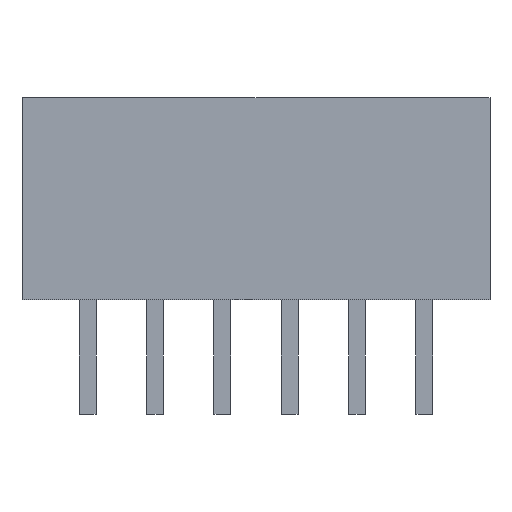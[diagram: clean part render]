
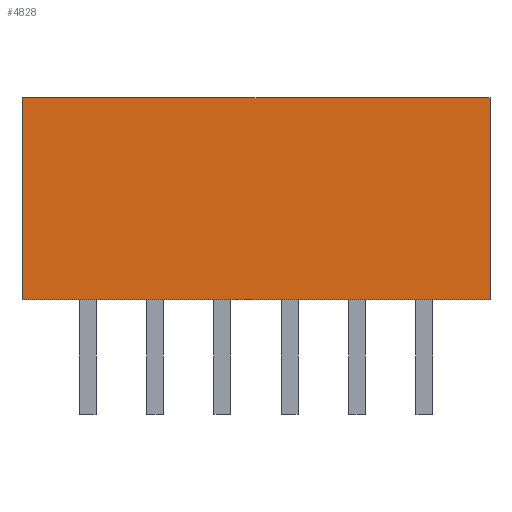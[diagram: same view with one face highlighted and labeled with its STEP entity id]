
A CAD part, front view. The second image highlights one B-rep face of the part: STEP entity #4828.
In plain terms, the highlighted planar face has unit normal (0, -1, 0).
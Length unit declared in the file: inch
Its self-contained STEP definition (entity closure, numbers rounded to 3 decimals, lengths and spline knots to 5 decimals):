
#1523 = PLANE('',#1524);
#1524 = AXIS2_PLACEMENT_3D('',#1525,#1526,#1527);
#1525 = CARTESIAN_POINT('',(0.27362,-0.11024,
    0.23622));
#1526 = DIRECTION('',(0.,0.,-1.));
#1527 = DIRECTION('',(0.,1.,0.));
#2644 = PLANE('',#2645);
#2645 = AXIS2_PLACEMENT_3D('',#2646,#2647,#2648);
#2646 = CARTESIAN_POINT('',(0.27362,-0.11024,
    0.23622));
#2647 = DIRECTION('',(-1.,0.,0.));
#2648 = DIRECTION('',(0.,-1.,0.));
#2672 = PLANE('',#2673);
#2673 = AXIS2_PLACEMENT_3D('',#2674,#2675,#2676);
#2674 = CARTESIAN_POINT('',(0.27362,-0.11024,
    0.));
#2675 = DIRECTION('',(0.,0.,1.));
#2676 = DIRECTION('',(0.,-1.,0.));
#2700 = PLANE('',#2701);
#2701 = AXIS2_PLACEMENT_3D('',#2702,#2703,#2704);
#2702 = CARTESIAN_POINT('',(-0.27362,-0.11024,
    0.23622));
#2703 = DIRECTION('',(-1.,0.,0.));
#2704 = DIRECTION('',(0.,-1.,0.));
#3504 = VERTEX_POINT('',#3505);
#3505 = CARTESIAN_POINT('',(-0.27362,-0.11024,
    0.23622));
#3526 = EDGE_CURVE('',#3527,#3504,#3529,.T.);
#3527 = VERTEX_POINT('',#3528);
#3528 = CARTESIAN_POINT('',(0.27362,-0.11024,
    0.23622));
#3529 = SURFACE_CURVE('',#3530,(#3534,#3541),.PCURVE_S1.);
#3530 = LINE('',#3531,#3532);
#3531 = CARTESIAN_POINT('',(0.27362,-0.11024,
    0.23622));
#3532 = VECTOR('',#3533,0.03937);
#3533 = DIRECTION('',(-1.,0.,0.));
#3534 = PCURVE('',#1523,#3535);
#3535 = DEFINITIONAL_REPRESENTATION('',(#3536),#3540);
#3536 = LINE('',#3537,#3538);
#3537 = CARTESIAN_POINT('',(0.,0.));
#3538 = VECTOR('',#3539,1.);
#3539 = DIRECTION('',(0.,-1.));
#3540 = ( GEOMETRIC_REPRESENTATION_CONTEXT(2) 
PARAMETRIC_REPRESENTATION_CONTEXT() REPRESENTATION_CONTEXT('2D SPACE',''
  ) );
#3541 = PCURVE('',#3542,#3547);
#3542 = PLANE('',#3543);
#3543 = AXIS2_PLACEMENT_3D('',#3544,#3545,#3546);
#3544 = CARTESIAN_POINT('',(0.27362,-0.11024,
    0.));
#3545 = DIRECTION('',(0.,1.,0.));
#3546 = DIRECTION('',(-1.,0.,0.));
#3547 = DEFINITIONAL_REPRESENTATION('',(#3548),#3552);
#3548 = LINE('',#3549,#3550);
#3549 = CARTESIAN_POINT('',(0.,0.236));
#3550 = VECTOR('',#3551,1.);
#3551 = DIRECTION('',(1.,0.));
#3552 = ( GEOMETRIC_REPRESENTATION_CONTEXT(2) 
PARAMETRIC_REPRESENTATION_CONTEXT() REPRESENTATION_CONTEXT('2D SPACE',''
  ) );
#4450 = VERTEX_POINT('',#4451);
#4451 = CARTESIAN_POINT('',(-0.27362,-0.11024,
    0.));
#4474 = VERTEX_POINT('',#4475);
#4475 = CARTESIAN_POINT('',(0.27362,-0.11024,
    0.));
#4496 = EDGE_CURVE('',#4474,#4450,#4497,.T.);
#4497 = SURFACE_CURVE('',#4498,(#4502,#4509),.PCURVE_S1.);
#4498 = LINE('',#4499,#4500);
#4499 = CARTESIAN_POINT('',(0.27362,-0.11024,
    0.));
#4500 = VECTOR('',#4501,0.03937);
#4501 = DIRECTION('',(-1.,0.,0.));
#4502 = PCURVE('',#2672,#4503);
#4503 = DEFINITIONAL_REPRESENTATION('',(#4504),#4508);
#4504 = LINE('',#4505,#4506);
#4505 = CARTESIAN_POINT('',(0.,0.));
#4506 = VECTOR('',#4507,1.);
#4507 = DIRECTION('',(0.,-1.));
#4508 = ( GEOMETRIC_REPRESENTATION_CONTEXT(2) 
PARAMETRIC_REPRESENTATION_CONTEXT() REPRESENTATION_CONTEXT('2D SPACE',''
  ) );
#4509 = PCURVE('',#3542,#4510);
#4510 = DEFINITIONAL_REPRESENTATION('',(#4511),#4515);
#4511 = LINE('',#4512,#4513);
#4512 = CARTESIAN_POINT('',(0.,0.));
#4513 = VECTOR('',#4514,1.);
#4514 = DIRECTION('',(1.,0.));
#4515 = ( GEOMETRIC_REPRESENTATION_CONTEXT(2) 
PARAMETRIC_REPRESENTATION_CONTEXT() REPRESENTATION_CONTEXT('2D SPACE',''
  ) );
#4520 = EDGE_CURVE('',#3527,#4474,#4521,.T.);
#4521 = SURFACE_CURVE('',#4522,(#4526,#4533),.PCURVE_S1.);
#4522 = LINE('',#4523,#4524);
#4523 = CARTESIAN_POINT('',(0.27362,-0.11024,
    0.));
#4524 = VECTOR('',#4525,0.03937);
#4525 = DIRECTION('',(0.,0.,-1.));
#4526 = PCURVE('',#2644,#4527);
#4527 = DEFINITIONAL_REPRESENTATION('',(#4528),#4532);
#4528 = LINE('',#4529,#4530);
#4529 = CARTESIAN_POINT('',(0.,-0.236));
#4530 = VECTOR('',#4531,1.);
#4531 = DIRECTION('',(0.,-1.));
#4532 = ( GEOMETRIC_REPRESENTATION_CONTEXT(2) 
PARAMETRIC_REPRESENTATION_CONTEXT() REPRESENTATION_CONTEXT('2D SPACE',''
  ) );
#4533 = PCURVE('',#3542,#4534);
#4534 = DEFINITIONAL_REPRESENTATION('',(#4535),#4539);
#4535 = LINE('',#4536,#4537);
#4536 = CARTESIAN_POINT('',(0.,0.));
#4537 = VECTOR('',#4538,1.);
#4538 = DIRECTION('',(0.,-1.));
#4539 = ( GEOMETRIC_REPRESENTATION_CONTEXT(2) 
PARAMETRIC_REPRESENTATION_CONTEXT() REPRESENTATION_CONTEXT('2D SPACE',''
  ) );
#4615 = EDGE_CURVE('',#3504,#4450,#4616,.T.);
#4616 = SURFACE_CURVE('',#4617,(#4621,#4628),.PCURVE_S1.);
#4617 = LINE('',#4618,#4619);
#4618 = CARTESIAN_POINT('',(-0.27362,-0.11024,
    0.));
#4619 = VECTOR('',#4620,0.03937);
#4620 = DIRECTION('',(0.,0.,-1.));
#4621 = PCURVE('',#2700,#4622);
#4622 = DEFINITIONAL_REPRESENTATION('',(#4623),#4627);
#4623 = LINE('',#4624,#4625);
#4624 = CARTESIAN_POINT('',(0.,-0.236));
#4625 = VECTOR('',#4626,1.);
#4626 = DIRECTION('',(0.,-1.));
#4627 = ( GEOMETRIC_REPRESENTATION_CONTEXT(2) 
PARAMETRIC_REPRESENTATION_CONTEXT() REPRESENTATION_CONTEXT('2D SPACE',''
  ) );
#4628 = PCURVE('',#3542,#4629);
#4629 = DEFINITIONAL_REPRESENTATION('',(#4630),#4634);
#4630 = LINE('',#4631,#4632);
#4631 = CARTESIAN_POINT('',(0.547,0.));
#4632 = VECTOR('',#4633,1.);
#4633 = DIRECTION('',(0.,-1.));
#4634 = ( GEOMETRIC_REPRESENTATION_CONTEXT(2) 
PARAMETRIC_REPRESENTATION_CONTEXT() REPRESENTATION_CONTEXT('2D SPACE',''
  ) );
#4828 = ADVANCED_FACE('',(#4829),#3542,.F.);
#4829 = FACE_BOUND('',#4830,.T.);
#4830 = EDGE_LOOP('',(#4831,#4832,#4833,#4834));
#4831 = ORIENTED_EDGE('',*,*,#4615,.T.);
#4832 = ORIENTED_EDGE('',*,*,#4496,.F.);
#4833 = ORIENTED_EDGE('',*,*,#4520,.F.);
#4834 = ORIENTED_EDGE('',*,*,#3526,.T.);
